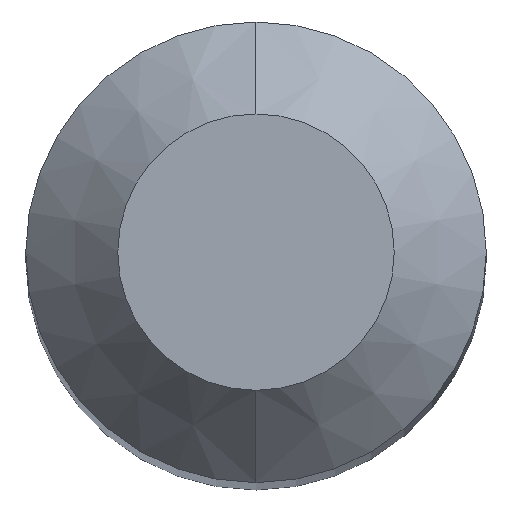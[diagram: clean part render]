
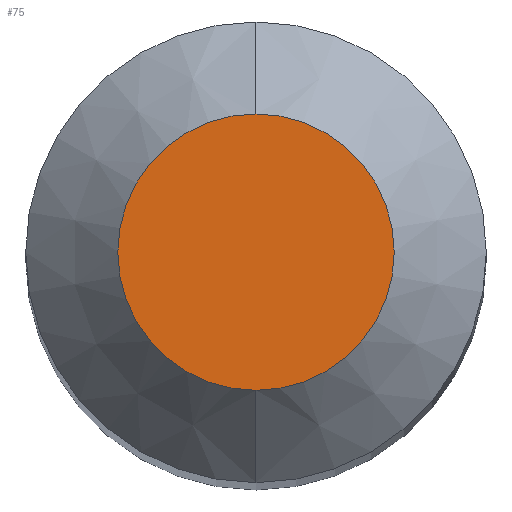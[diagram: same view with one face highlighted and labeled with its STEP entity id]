
A CAD part, top view. The second image highlights one B-rep face of the part: STEP entity #75.
In plain terms, the highlighted planar face has unit normal (0, 0, 1).
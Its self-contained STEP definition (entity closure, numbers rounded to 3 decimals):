
#75=ADVANCED_FACE('',(#159),#160,.T.);
#159=FACE_OUTER_BOUND('',#254,.T.);
#160=PLANE('',#255);
#254=EDGE_LOOP('',(#389,#390));
#255=AXIS2_PLACEMENT_3D('',#391,#392,#393);
#389=ORIENTED_EDGE('',*,*,#487,.F.);
#390=ORIENTED_EDGE('',*,*,#521,.F.);
#391=CARTESIAN_POINT('',(0.,0.45,28.0));
#392=DIRECTION('',(0.,0.0,1.0));
#393=DIRECTION('',(0.0,-1.0,0.0));
#487=EDGE_CURVE('',#569,#572,#573,.T.);
#521=EDGE_CURVE('',#572,#569,#620,.T.);
#569=VERTEX_POINT('',#660);
#572=VERTEX_POINT('',#664);
#573=CIRCLE('',#665,0.9);
#620=CIRCLE('',#719,0.9);
#660=CARTESIAN_POINT('',(0.,0.9,28.0));
#664=CARTESIAN_POINT('',(0.,-0.9,28.0));
#665=AXIS2_PLACEMENT_3D('',#759,#760,#761);
#719=AXIS2_PLACEMENT_3D('',#817,#818,#819);
#759=CARTESIAN_POINT('',(0.,0.0,28.0));
#760=DIRECTION('',(0.,0.,-1.0));
#761=DIRECTION('',(0.,1.0,0.));
#817=CARTESIAN_POINT('',(0.,0.0,28.0));
#818=DIRECTION('',(0.,0.,-1.0));
#819=DIRECTION('',(0.,1.0,0.));
